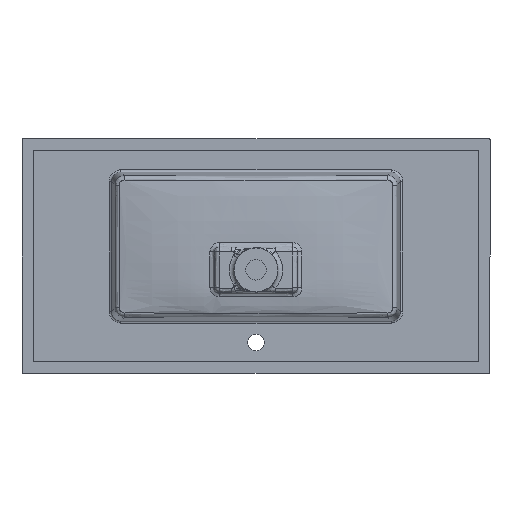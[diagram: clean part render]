
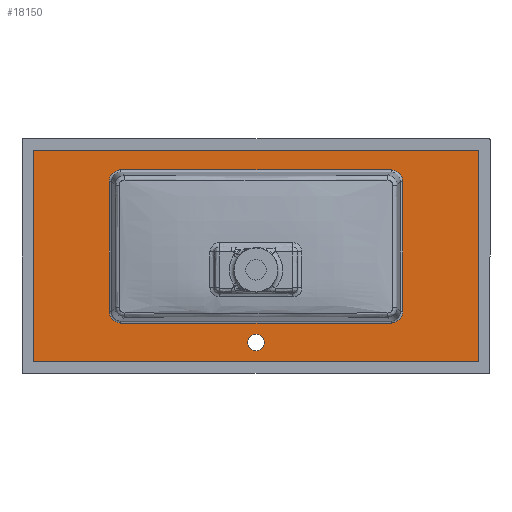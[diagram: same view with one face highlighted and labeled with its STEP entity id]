
A CAD part, front view. The second image highlights one B-rep face of the part: STEP entity #18150.
In plain terms, the highlighted planar face has unit normal (0, -1, 0).
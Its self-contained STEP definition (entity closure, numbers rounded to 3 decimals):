
#250 = CARTESIAN_POINT ( 'NONE',  ( 288.665, -12., 183.935 ) ) ;
#312 = DIRECTION ( 'NONE',  ( 0., 0., 1. ) ) ;
#563 = DIRECTION ( 'NONE',  ( 0., 0., -1. ) ) ;
#668 = EDGE_CURVE ( 'NONE', #1184, #16292, #13283, .T. ) ;
#735 = CARTESIAN_POINT ( 'NONE',  ( -313.57, -12., 159.03 ) ) ;
#1184 = VERTEX_POINT ( 'NONE', #4222 ) ;
#1983 = LINE ( 'NONE', #21965, #14826 ) ;
#1994 = VECTOR ( 'NONE', #563, 1000. ) ;
#2132 = VECTOR ( 'NONE', #8459, 1000. ) ;
#2186 = VECTOR ( 'NONE', #8811, 1000. ) ;
#2372 = VERTEX_POINT ( 'NONE', #19405 ) ;
#2599 = CARTESIAN_POINT ( 'NONE',  ( -303.277, -12., -143.205 ) ) ;
#3290 = ORIENTED_EDGE ( 'NONE', *, *, #668, .T. ) ;
#3428 = ORIENTED_EDGE ( 'NONE', *, *, #8297, .T. ) ;
#3522 = CARTESIAN_POINT ( 'NONE',  ( 288.665, -12., -143.205 ) ) ;
#3583 = ORIENTED_EDGE ( 'NONE', *, *, #19394, .T. ) ;
#3789 = VERTEX_POINT ( 'NONE', #23084 ) ;
#4210 = CARTESIAN_POINT ( 'NONE',  ( 0., -12., -143.205 ) ) ;
#4222 = CARTESIAN_POINT ( 'NONE',  ( 288.665, -12., -143.205 ) ) ;
#4565 = CARTESIAN_POINT ( 'NONE',  ( -313.57, -12., 173.642 ) ) ;
#4716 = CARTESIAN_POINT ( 'NONE',  ( 0., -12., 0. ) ) ;
#4855 = CARTESIAN_POINT ( 'NONE',  ( 0., -12., 183.935 ) ) ;
#5291 = ORIENTED_EDGE ( 'NONE', *, *, #19163, .F. ) ;
#5842 = LINE ( 'NONE', #5957, #1994 ) ;
#5957 = CARTESIAN_POINT ( 'NONE',  ( 475.945, -12., 0. ) ) ;
#6505 = VERTEX_POINT ( 'NONE', #22004 ) ;
#6513 = AXIS2_PLACEMENT_3D ( 'NONE', #7936, #8043, #19161 ) ;
#6606 = EDGE_CURVE ( 'NONE', #16292, #8258, #10469, .T. ) ;
#6764 = VECTOR ( 'NONE', #7862, 1000. ) ;
#6825 = VECTOR ( 'NONE', #20590, 1000. ) ;
#6988 = CARTESIAN_POINT ( 'NONE',  ( 313.57, -12., -118.3 ) ) ;
#7176 = CARTESIAN_POINT ( 'NONE',  ( 313.57, -12., 173.642 ) ) ;
#7852 = CARTESIAN_POINT ( 'NONE',  ( 288.665, -12., 183.935 ) ) ;
#7862 = DIRECTION ( 'NONE',  ( 0., 0., 1. ) ) ;
#7936 = CARTESIAN_POINT ( 'NONE',  ( 0., -12., -184.734 ) ) ;
#8043 = DIRECTION ( 'NONE',  ( 0., 1., 0. ) ) ;
#8052 = VERTEX_POINT ( 'NONE', #7852 ) ;
#8258 = VERTEX_POINT ( 'NONE', #19076 ) ;
#8297 = EDGE_CURVE ( 'NONE', #18517, #8052, #22683, .T. ) ;
#8438 = ORIENTED_EDGE ( 'NONE', *, *, #23092, .F. ) ;
#8459 = DIRECTION ( 'NONE',  ( -1., 0., 0. ) ) ;
#8527 = DIRECTION ( 'NONE',  ( 0., 0., 1. ) ) ;
#8811 = DIRECTION ( 'NONE',  ( 1., 0., 0. ) ) ;
#8987 = ORIENTED_EDGE ( 'NONE', *, *, #16201, .T. ) ;
#9714 = CARTESIAN_POINT ( 'NONE',  ( -288.665, -12., -143.205 ) ) ;
#9779 = LINE ( 'NONE', #9889, #6764 ) ;
#9889 = CARTESIAN_POINT ( 'NONE',  ( -475.945, -12., 0. ) ) ;
#9973 = PLANE ( 'NONE',  #13373 ) ;
#10110 = CARTESIAN_POINT ( 'NONE',  ( 313.57, -12., 0. ) ) ;
#10469 =( BOUNDED_CURVE ( )  B_SPLINE_CURVE ( 3, ( #11910, #2599, #21130, #11674 ),
 .UNSPECIFIED., .F., .T. ) 
 B_SPLINE_CURVE_WITH_KNOTS ( ( 4, 4 ),
 ( 2.36, 3.923 ),
 .UNSPECIFIED. ) 
 CURVE ( )  GEOMETRIC_REPRESENTATION_ITEM ( )  RATIONAL_B_SPLINE_CURVE ( ( 1., 0.807, 0.807, 1. ) ) 
 REPRESENTATION_ITEM ( '' )  );
#10503 = LINE ( 'NONE', #17917, #2132 ) ;
#11017 = ORIENTED_EDGE ( 'NONE', *, *, #13447, .T. ) ;
#11260 = ORIENTED_EDGE ( 'NONE', *, *, #6606, .T. ) ;
#11674 = CARTESIAN_POINT ( 'NONE',  ( -313.57, -12., -118.3 ) ) ;
#11743 = VECTOR ( 'NONE', #13697, 1000. ) ;
#11910 = CARTESIAN_POINT ( 'NONE',  ( -288.665, -12., -143.205 ) ) ;
#12037 = CARTESIAN_POINT ( 'NONE',  ( 0., -12., 225.945 ) ) ;
#12158 = LINE ( 'NONE', #12037, #2186 ) ;
#12234 = FACE_BOUND ( 'NONE', #18587, .T. ) ;
#12243 = ORIENTED_EDGE ( 'NONE', *, *, #15890, .F. ) ;
#12244 = EDGE_CURVE ( 'NONE', #15712, #15712, #18747, .T. ) ;
#12348 = CARTESIAN_POINT ( 'NONE',  ( -475.945, -12., -225.945 ) ) ;
#12432 = CARTESIAN_POINT ( 'NONE',  ( 303.277, -12., 183.935 ) ) ;
#12951 =( BOUNDED_CURVE ( )  B_SPLINE_CURVE ( 3, ( #735, #4565, #17348, #15200 ),
 .UNSPECIFIED., .F., .F. ) 
 B_SPLINE_CURVE_WITH_KNOTS ( ( 4, 4 ),
 ( 2.36, 3.923 ),
 .UNSPECIFIED. ) 
 CURVE ( )  GEOMETRIC_REPRESENTATION_ITEM ( )  RATIONAL_B_SPLINE_CURVE ( ( 1., 0.807, 0.807, 1. ) ) 
 REPRESENTATION_ITEM ( '' )  );
#13036 = EDGE_CURVE ( 'NONE', #14850, #2372, #18961, .T. ) ;
#13283 = LINE ( 'NONE', #4210, #6825 ) ;
#13353 = CARTESIAN_POINT ( 'NONE',  ( -475.945, -12., 225.945 ) ) ;
#13373 = AXIS2_PLACEMENT_3D ( 'NONE', #4716, #13794, #8527 ) ;
#13447 = EDGE_CURVE ( 'NONE', #8258, #22991, #1983, .T. ) ;
#13697 = DIRECTION ( 'NONE',  ( 0., 0., -1. ) ) ;
#13794 = DIRECTION ( 'NONE',  ( 0., 1., 0. ) ) ;
#14199 = VECTOR ( 'NONE', #19191, 1000. ) ;
#14274 = EDGE_LOOP ( 'NONE', ( #19814 ) ) ;
#14552 = EDGE_CURVE ( 'NONE', #15927, #3789, #12158, .T. ) ;
#14826 = VECTOR ( 'NONE', #312, 1000. ) ;
#14850 = VERTEX_POINT ( 'NONE', #16474 ) ;
#15200 = CARTESIAN_POINT ( 'NONE',  ( -288.665, -12., 183.935 ) ) ;
#15712 = VERTEX_POINT ( 'NONE', #21220 ) ;
#15890 = EDGE_CURVE ( 'NONE', #3789, #6505, #5842, .T. ) ;
#15927 = VERTEX_POINT ( 'NONE', #13353 ) ;
#16201 = EDGE_CURVE ( 'NONE', #22991, #18517, #12951, .T. ) ;
#16292 = VERTEX_POINT ( 'NONE', #9714 ) ;
#16474 = CARTESIAN_POINT ( 'NONE',  ( 313.57, -12., 159.03 ) ) ;
#17100 =( BOUNDED_CURVE ( )  B_SPLINE_CURVE ( 3, ( #6988, #20027, #19789, #3522 ),
 .UNSPECIFIED., .F., .F. ) 
 B_SPLINE_CURVE_WITH_KNOTS ( ( 4, 4 ),
 ( 2.36, 3.923 ),
 .UNSPECIFIED. ) 
 CURVE ( )  GEOMETRIC_REPRESENTATION_ITEM ( )  RATIONAL_B_SPLINE_CURVE ( ( 1., 0.807, 0.807, 1. ) ) 
 REPRESENTATION_ITEM ( '' )  );
#17348 = CARTESIAN_POINT ( 'NONE',  ( -303.277, -12., 183.935 ) ) ;
#17724 = ORIENTED_EDGE ( 'NONE', *, *, #19540, .T. ) ;
#17917 = CARTESIAN_POINT ( 'NONE',  ( 0., -12., -225.945 ) ) ;
#18150 = ADVANCED_FACE ( 'NONE', ( #19055, #12234, #22779 ), #9973, .F. ) ;
#18398 = ORIENTED_EDGE ( 'NONE', *, *, #14552, .F. ) ;
#18517 = VERTEX_POINT ( 'NONE', #20806 ) ;
#18587 = EDGE_LOOP ( 'NONE', ( #3290, #11260, #11017, #8987, #3428, #17724, #22063, #3583 ) ) ;
#18747 = CIRCLE ( 'NONE', #6513, 17.5 ) ;
#18961 = LINE ( 'NONE', #10110, #11743 ) ;
#18991 = CARTESIAN_POINT ( 'NONE',  ( -313.57, -12., 159.03 ) ) ;
#19055 = FACE_BOUND ( 'NONE', #14274, .T. ) ;
#19076 = CARTESIAN_POINT ( 'NONE',  ( -313.57, -12., -118.3 ) ) ;
#19161 = DIRECTION ( 'NONE',  ( 0., 0., 1. ) ) ;
#19163 = EDGE_CURVE ( 'NONE', #21733, #15927, #9779, .T. ) ;
#19191 = DIRECTION ( 'NONE',  ( 1., 0., 0. ) ) ;
#19394 = EDGE_CURVE ( 'NONE', #2372, #1184, #17100, .T. ) ;
#19405 = CARTESIAN_POINT ( 'NONE',  ( 313.57, -12., -118.3 ) ) ;
#19540 = EDGE_CURVE ( 'NONE', #8052, #14850, #21874, .T. ) ;
#19789 = CARTESIAN_POINT ( 'NONE',  ( 303.277, -12., -143.205 ) ) ;
#19814 = ORIENTED_EDGE ( 'NONE', *, *, #12244, .T. ) ;
#20027 = CARTESIAN_POINT ( 'NONE',  ( 313.57, -12., -132.912 ) ) ;
#20094 = CARTESIAN_POINT ( 'NONE',  ( 313.57, -12., 159.03 ) ) ;
#20207 = EDGE_LOOP ( 'NONE', ( #18398, #5291, #8438, #12243 ) ) ;
#20590 = DIRECTION ( 'NONE',  ( -1., 0., 0. ) ) ;
#20806 = CARTESIAN_POINT ( 'NONE',  ( -288.665, -12., 183.935 ) ) ;
#21130 = CARTESIAN_POINT ( 'NONE',  ( -313.57, -12., -132.912 ) ) ;
#21220 = CARTESIAN_POINT ( 'NONE',  ( 0., -12., -167.234 ) ) ;
#21733 = VERTEX_POINT ( 'NONE', #12348 ) ;
#21874 =( BOUNDED_CURVE ( )  B_SPLINE_CURVE ( 3, ( #250, #12432, #7176, #20094 ),
 .UNSPECIFIED., .F., .F. ) 
 B_SPLINE_CURVE_WITH_KNOTS ( ( 4, 4 ),
 ( 2.36, 3.923 ),
 .UNSPECIFIED. ) 
 CURVE ( )  GEOMETRIC_REPRESENTATION_ITEM ( )  RATIONAL_B_SPLINE_CURVE ( ( 1., 0.807, 0.807, 1. ) ) 
 REPRESENTATION_ITEM ( '' )  );
#21965 = CARTESIAN_POINT ( 'NONE',  ( -313.57, -12., 0. ) ) ;
#22004 = CARTESIAN_POINT ( 'NONE',  ( 475.945, -12., -225.945 ) ) ;
#22063 = ORIENTED_EDGE ( 'NONE', *, *, #13036, .T. ) ;
#22683 = LINE ( 'NONE', #4855, #14199 ) ;
#22779 = FACE_OUTER_BOUND ( 'NONE', #20207, .T. ) ;
#22991 = VERTEX_POINT ( 'NONE', #18991 ) ;
#23084 = CARTESIAN_POINT ( 'NONE',  ( 475.945, -12., 225.945 ) ) ;
#23092 = EDGE_CURVE ( 'NONE', #6505, #21733, #10503, .T. ) ;
